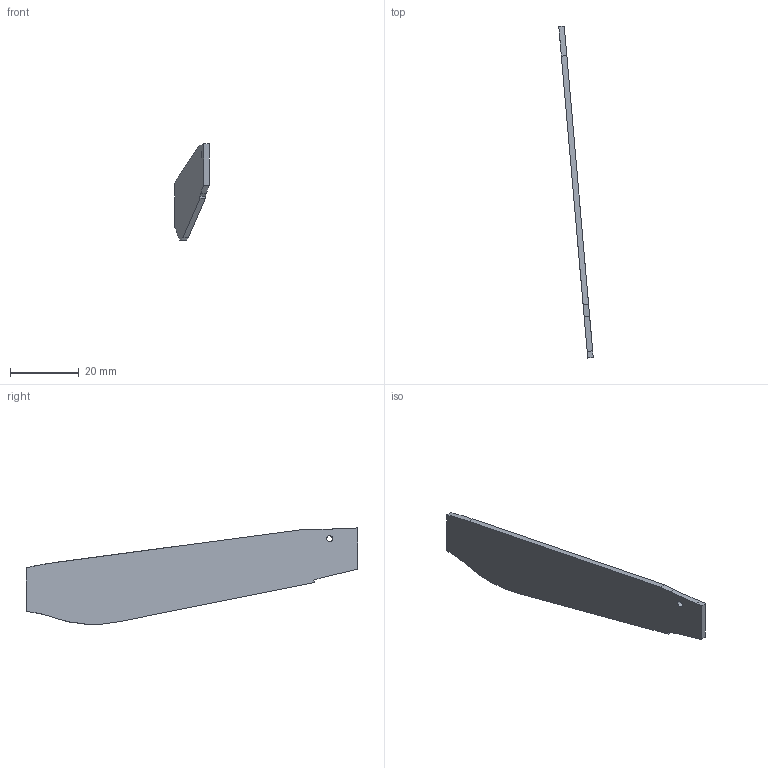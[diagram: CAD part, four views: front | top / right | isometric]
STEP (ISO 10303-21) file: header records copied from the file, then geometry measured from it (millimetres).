
FILE_DESCRIPTION(/* description */ (''),/* implementation_level */ '2;1');
FILE_NAME(/* name */ 'stm_board_redesign.step',/* time_stamp */ '2019-07-17T11:43:21+08:00',/* author */ (''),/* organization */ (''),/* preprocessor_version */ 'ST-DEVELOPER v18',/* originating_system */ 'Autodesk Translation Framework v8.2.0.1029',/* authorisation */ '');
FILE_SCHEMA (('AUTOMOTIVE_DESIGN { 1 0 10303 214 3 1 1 }'));
Length unit declared in the file: millimetre
Products named in the file (1): stm_board
Bounding box: 10.05 x 96.77 x 28.05 mm (x, y, z)
Volume: 2645.3 mm3; surface area: 3671.6 mm2
Topology: 1 solids, 1 shells, 17 faces, 45 edges, 30 vertices
Faces by surface type: plane 11, cylinder 4, bspline 2
Full cylindrical faces by diameter (mm): 1.8 x1
Entity records: 583 total; most frequent: CARTESIAN_POINT 119, ORIENTED_EDGE 90, DIRECTION 81, EDGE_CURVE 45, LINE 33, VECTOR 33, VERTEX_POINT 30, AXIS2_PLACEMENT_3D 24
